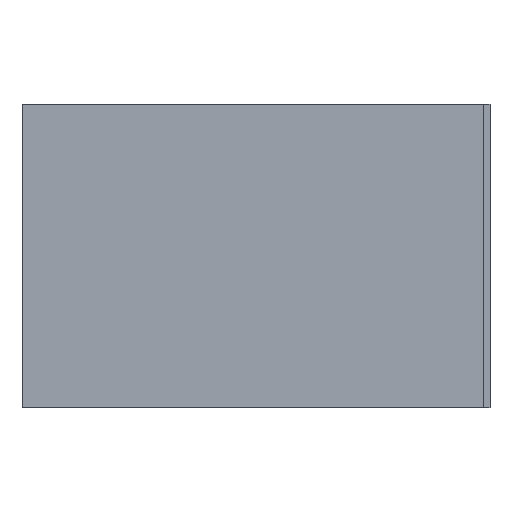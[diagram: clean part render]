
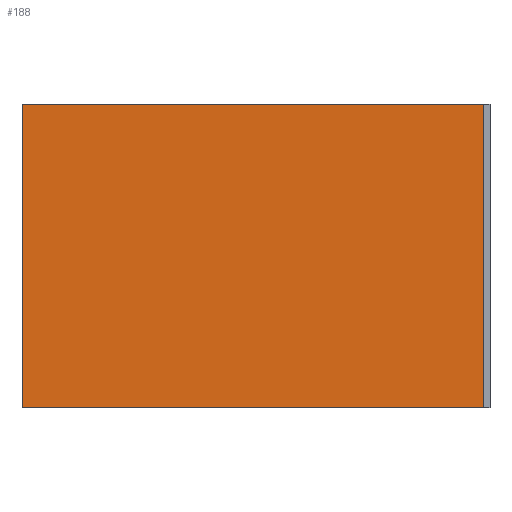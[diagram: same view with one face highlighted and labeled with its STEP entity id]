
A CAD part, left-side view. The second image highlights one B-rep face of the part: STEP entity #188.
In plain terms, the highlighted planar face has unit normal (-1, 0, 0).
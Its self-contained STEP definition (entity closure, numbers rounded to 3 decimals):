
#22=FACE_OUTER_BOUND('',#32,.T.);
#32=EDGE_LOOP('',(#152,#153,#154,#155));
#43=LINE('',#285,#67);
#54=LINE('',#307,#78);
#55=LINE('',#310,#79);
#56=LINE('',#311,#80);
#67=VECTOR('',#233,10.);
#78=VECTOR('',#254,10.);
#79=VECTOR('',#257,10.);
#80=VECTOR('',#258,10.);
#85=VERTEX_POINT('',#271);
#91=VERTEX_POINT('',#283);
#97=VERTEX_POINT('',#305);
#98=VERTEX_POINT('',#309);
#107=EDGE_CURVE('',#85,#91,#43,.T.);
#118=EDGE_CURVE('',#97,#91,#54,.T.);
#119=EDGE_CURVE('',#97,#98,#55,.T.);
#120=EDGE_CURVE('',#98,#85,#56,.T.);
#152=ORIENTED_EDGE('',*,*,#119,.T.);
#153=ORIENTED_EDGE('',*,*,#120,.T.);
#154=ORIENTED_EDGE('',*,*,#107,.T.);
#155=ORIENTED_EDGE('',*,*,#118,.F.);
#178=PLANE('',#218);
#188=ADVANCED_FACE('',(#22),#178,.T.);
#218=AXIS2_PLACEMENT_3D('',#308,#255,#256);
#233=DIRECTION('',(0.,-1.,0.));
#254=DIRECTION('',(0.,0.,-1.));
#255=DIRECTION('center_axis',(-1.,0.,0.));
#256=DIRECTION('ref_axis',(0.,0.,1.));
#257=DIRECTION('',(0.,1.,0.));
#258=DIRECTION('',(0.,0.,-1.));
#271=CARTESIAN_POINT('',(-7.5,38.5,-25.));
#283=CARTESIAN_POINT('',(-7.5,-37.5,-25.));
#285=CARTESIAN_POINT('',(-7.5,-37.5,-25.));
#305=CARTESIAN_POINT('',(-7.5,-37.5,25.));
#307=CARTESIAN_POINT('',(-7.5,-37.5,0.));
#308=CARTESIAN_POINT('Origin',(-7.5,-37.5,0.));
#309=CARTESIAN_POINT('',(-7.5,38.5,25.));
#310=CARTESIAN_POINT('',(-7.5,-37.5,25.));
#311=CARTESIAN_POINT('',(-7.5,38.5,0.));
